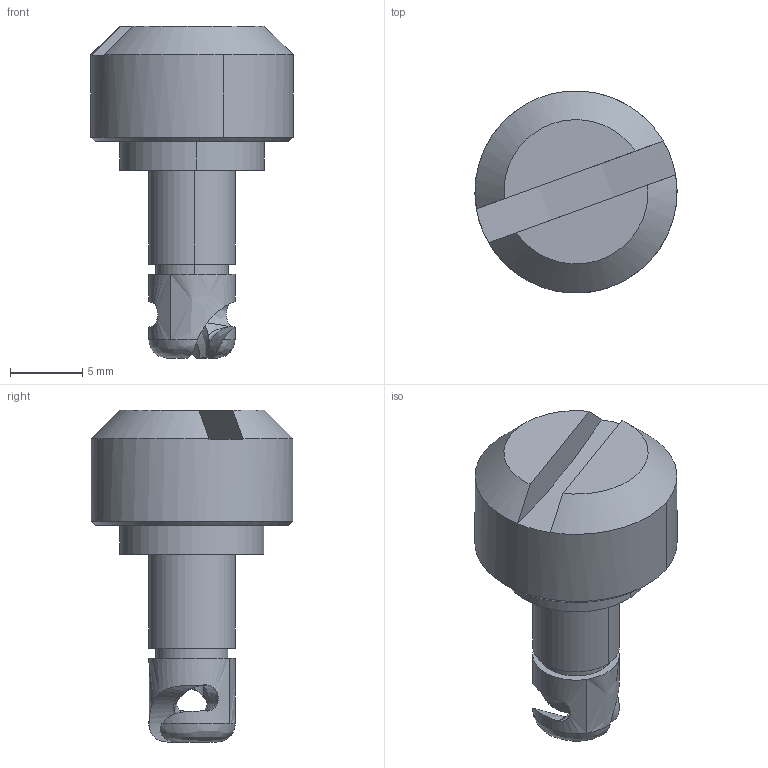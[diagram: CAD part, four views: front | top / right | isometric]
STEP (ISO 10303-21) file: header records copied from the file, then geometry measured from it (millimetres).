
FILE_DESCRIPTION((''),'2;1');
FILE_NAME('','2005-07-15T14:39:55',(''),(''),'','CADfix','');
FILE_SCHEMA(('AUTOMOTIVE_DESIGN'));
Length unit declared in the file: millimetre
Products named in the file (1): fastener
Bounding box: 14 x 13.99 x 23 mm (x, y, z)
Volume: 1528.1 mm3; surface area: 1005.9 mm2
Topology: 1 solids, 1 shells, 42 faces, 122 edges, 86 vertices
Faces by surface type: bspline 42
Entity records: 3793 total; most frequent: CARTESIAN_POINT 3110, ORIENTED_EDGE 244, EDGE_CURVE 122, VERTEX_POINT 86, EDGE_LOOP 46, FACE_OUTER_BOUND 42, ADVANCED_FACE 42, B_SPLINE_CURVE_WITH_KNOTS 40
